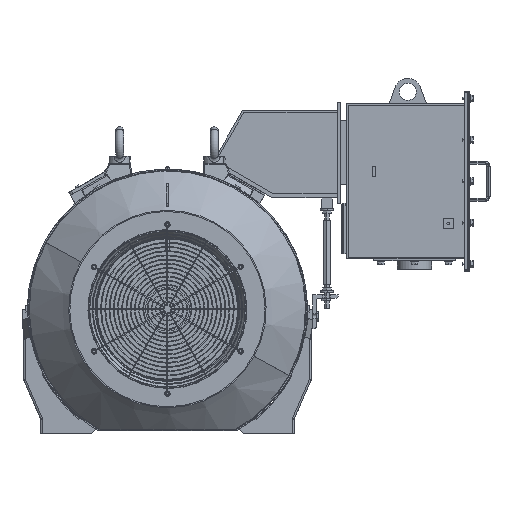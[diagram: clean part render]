
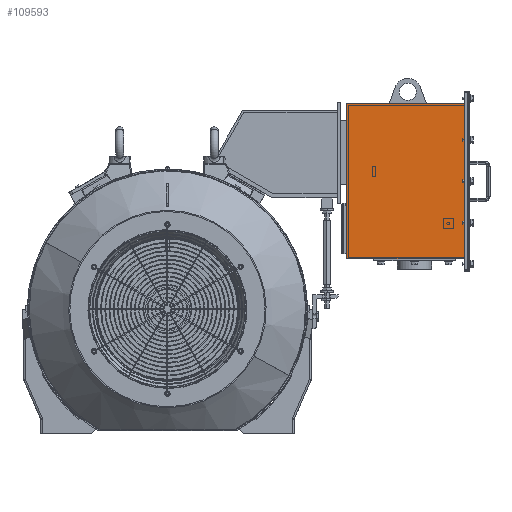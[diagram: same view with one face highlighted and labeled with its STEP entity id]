
A CAD part, left-side view. The second image highlights one B-rep face of the part: STEP entity #109593.
In plain terms, the highlighted planar face has unit normal (-1, 0, 0).
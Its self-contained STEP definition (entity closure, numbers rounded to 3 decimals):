
#107066=CARTESIAN_POINT('Vertex',(-339.5,-530.933,148.399)) ;
#107069=CARTESIAN_POINT('Line Origine',(-339.5,-530.933,377.899)) ;
#107073=CARTESIAN_POINT('Vertex',(-339.5,-530.933,607.399)) ;
#108518=CARTESIAN_POINT('Vertex',(-339.5,-886.433,148.399)) ;
#108523=CARTESIAN_POINT('Line Origine',(-339.5,-710.91,148.399)) ;
#109523=CARTESIAN_POINT('Vertex',(-339.5,-886.433,607.399)) ;
#109531=CARTESIAN_POINT('Line Origine',(-339.5,-710.91,607.399)) ;
#109577=CARTESIAN_POINT('Axis2P3D Location',(-339.5,-890.933,602.899)) ;
#109582=CARTESIAN_POINT('Line Origine',(-339.5,-886.433,377.899)) ;
#107070=DIRECTION('Vector Direction',(0.,0.,1.)) ;
#108524=DIRECTION('Vector Direction',(0.,1.,0.)) ;
#109532=DIRECTION('Vector Direction',(0.,1.,0.)) ;
#109578=DIRECTION('Axis2P3D Direction',(1.,0.,0.)) ;
#109579=DIRECTION('Axis2P3D XDirection',(0.,0.,-1.)) ;
#109583=DIRECTION('Vector Direction',(0.,0.,-1.)) ;
#109580=AXIS2_PLACEMENT_3D('Plane Axis2P3D',#109577,#109578,#109579) ;
#109588=ORIENTED_EDGE('',*,*,#109586,.F.) ;
#109589=ORIENTED_EDGE('',*,*,#109535,.T.) ;
#109590=ORIENTED_EDGE('',*,*,#107075,.T.) ;
#109591=ORIENTED_EDGE('',*,*,#108527,.F.) ;
#107071=VECTOR('Line Direction',#107070,1.) ;
#108525=VECTOR('Line Direction',#108524,1.) ;
#109533=VECTOR('Line Direction',#109532,1.) ;
#109584=VECTOR('Line Direction',#109583,1.) ;
#109593=ADVANCED_FACE('PartBody',(#109592),#109581,.F.) ;
#107075=EDGE_CURVE('',#107074,#107067,#107072,.F.) ;
#108527=EDGE_CURVE('',#108519,#107067,#108526,.T.) ;
#109535=EDGE_CURVE('',#109524,#107074,#109534,.T.) ;
#109586=EDGE_CURVE('',#109524,#108519,#109585,.T.) ;
#109587=EDGE_LOOP('',(#109588,#109589,#109590,#109591)) ;
#109592=FACE_OUTER_BOUND('',#109587,.T.) ;
#107072=LINE('Line',#107069,#107071) ;
#108526=LINE('Line',#108523,#108525) ;
#109534=LINE('Line',#109531,#109533) ;
#109585=LINE('Line',#109582,#109584) ;
#109581=PLANE('',#109580) ;
#107067=VERTEX_POINT('',#107066) ;
#107074=VERTEX_POINT('',#107073) ;
#108519=VERTEX_POINT('',#108518) ;
#109524=VERTEX_POINT('',#109523) ;
